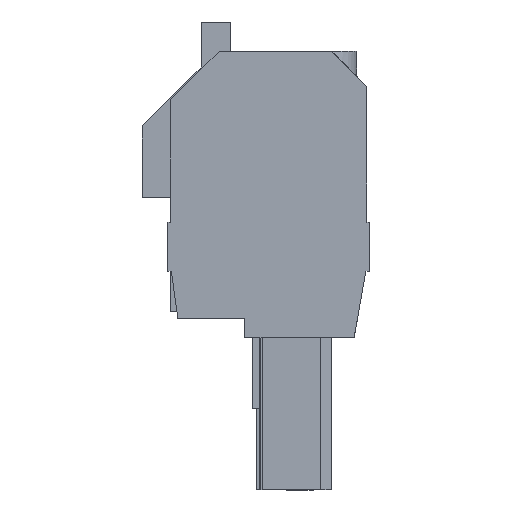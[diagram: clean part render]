
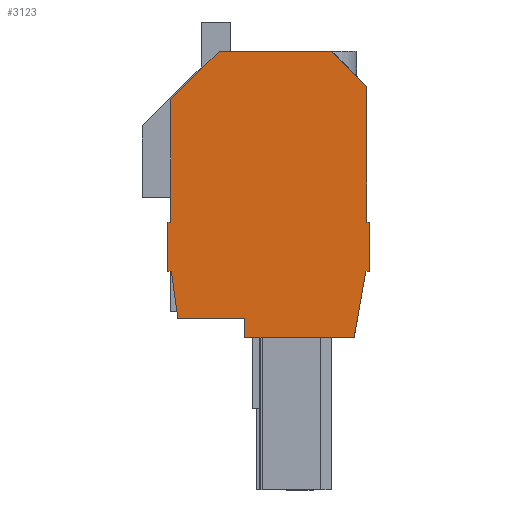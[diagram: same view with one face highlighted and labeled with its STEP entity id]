
A CAD part, left-side view. The second image highlights one B-rep face of the part: STEP entity #3123.
In plain terms, the highlighted planar face has unit normal (-1, 0, 0).
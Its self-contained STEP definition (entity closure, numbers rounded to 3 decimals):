
#3034=AXIS2_PLACEMENT_3D('Plane Axis2P3D',#3031,#3032,#3033) ;
#111=CARTESIAN_POINT('Vertex',(0.,20.3,27.3)) ;
#116=CARTESIAN_POINT('Line Origine',(0.,20.3,33.532)) ;
#120=CARTESIAN_POINT('Vertex',(0.,20.3,39.764)) ;
#279=CARTESIAN_POINT('Vertex',(0.,0.3,27.3)) ;
#554=CARTESIAN_POINT('Vertex',(0.,0.3,41.114)) ;
#557=CARTESIAN_POINT('Line Origine',(0.,0.3,34.207)) ;
#2371=CARTESIAN_POINT('Vertex',(0.,0.404,22.3)) ;
#2374=CARTESIAN_POINT('Line Origine',(0.,1.004,18.9)) ;
#2378=CARTESIAN_POINT('Vertex',(0.,1.603,15.5)) ;
#2429=CARTESIAN_POINT('Vertex',(0.,19.557,17.5)) ;
#2432=CARTESIAN_POINT('Line Origine',(0.,19.895,19.9)) ;
#2436=CARTESIAN_POINT('Vertex',(0.,20.232,22.3)) ;
#2896=CARTESIAN_POINT('Vertex',(0.,3.886,44.7)) ;
#2899=CARTESIAN_POINT('Line Origine',(0.,2.093,42.907)) ;
#3031=CARTESIAN_POINT('Axis2P3D Location',(0.,0.,0.)) ;
#3036=CARTESIAN_POINT('Line Origine',(0.,20.6,24.8)) ;
#3040=CARTESIAN_POINT('Vertex',(0.,20.6,27.3)) ;
#3042=CARTESIAN_POINT('Vertex',(0.,20.6,22.3)) ;
#3045=CARTESIAN_POINT('Line Origine',(0.,20.416,22.3)) ;
#3050=CARTESIAN_POINT('Line Origine',(0.,16.14,17.5)) ;
#3054=CARTESIAN_POINT('Vertex',(0.,12.723,17.5)) ;
#3057=CARTESIAN_POINT('Line Origine',(0.,12.723,16.5)) ;
#3061=CARTESIAN_POINT('Vertex',(0.,12.723,15.5)) ;
#3064=CARTESIAN_POINT('Line Origine',(0.,7.163,15.5)) ;
#3069=CARTESIAN_POINT('Line Origine',(0.,0.202,22.3)) ;
#3073=CARTESIAN_POINT('Vertex',(0.,0.,22.3)) ;
#3076=CARTESIAN_POINT('Line Origine',(0.,0.,24.8)) ;
#3080=CARTESIAN_POINT('Vertex',(0.,0.,27.3)) ;
#3083=CARTESIAN_POINT('Line Origine',(0.,0.15,27.3)) ;
#3088=CARTESIAN_POINT('Line Origine',(0.,9.625,44.7)) ;
#3092=CARTESIAN_POINT('Vertex',(0.,15.364,44.7)) ;
#3095=CARTESIAN_POINT('Line Origine',(0.,17.832,42.232)) ;
#3100=CARTESIAN_POINT('Line Origine',(0.,20.45,27.3)) ;
#117=DIRECTION('Vector Direction',(0.,0.,1.)) ;
#558=DIRECTION('Vector Direction',(0.,0.,-1.)) ;
#2375=DIRECTION('Vector Direction',(0.,0.174,-0.985)) ;
#2433=DIRECTION('Vector Direction',(0.,-0.139,-0.99)) ;
#2900=DIRECTION('Vector Direction',(0.,0.707,0.707)) ;
#3032=DIRECTION('Axis2P3D Direction',(-1.,0.,0.)) ;
#3033=DIRECTION('Axis2P3D XDirection',(0.,0.,1.)) ;
#3037=DIRECTION('Vector Direction',(0.,0.,-1.)) ;
#3046=DIRECTION('Vector Direction',(0.,-1.,0.)) ;
#3051=DIRECTION('Vector Direction',(0.,-1.,0.)) ;
#3058=DIRECTION('Vector Direction',(0.,0.,-1.)) ;
#3065=DIRECTION('Vector Direction',(0.,-1.,0.)) ;
#3070=DIRECTION('Vector Direction',(0.,-1.,0.)) ;
#3077=DIRECTION('Vector Direction',(0.,0.,1.)) ;
#3084=DIRECTION('Vector Direction',(0.,1.,0.)) ;
#3089=DIRECTION('Vector Direction',(0.,1.,0.)) ;
#3096=DIRECTION('Vector Direction',(0.,0.707,-0.707)) ;
#3101=DIRECTION('Vector Direction',(0.,1.,0.)) ;
#118=VECTOR('Line Direction',#117,1.) ;
#559=VECTOR('Line Direction',#558,1.) ;
#2376=VECTOR('Line Direction',#2375,1.) ;
#2434=VECTOR('Line Direction',#2433,1.) ;
#2901=VECTOR('Line Direction',#2900,1.) ;
#3038=VECTOR('Line Direction',#3037,1.) ;
#3047=VECTOR('Line Direction',#3046,1.) ;
#3052=VECTOR('Line Direction',#3051,1.) ;
#3059=VECTOR('Line Direction',#3058,1.) ;
#3066=VECTOR('Line Direction',#3065,1.) ;
#3071=VECTOR('Line Direction',#3070,1.) ;
#3078=VECTOR('Line Direction',#3077,1.) ;
#3085=VECTOR('Line Direction',#3084,1.) ;
#3090=VECTOR('Line Direction',#3089,1.) ;
#3097=VECTOR('Line Direction',#3096,1.) ;
#3102=VECTOR('Line Direction',#3101,1.) ;
#3106=ORIENTED_EDGE('',*,*,#3044,.T.) ;
#3107=ORIENTED_EDGE('',*,*,#3049,.T.) ;
#3108=ORIENTED_EDGE('',*,*,#2438,.T.) ;
#3109=ORIENTED_EDGE('',*,*,#3056,.T.) ;
#3110=ORIENTED_EDGE('',*,*,#3063,.T.) ;
#3111=ORIENTED_EDGE('',*,*,#3068,.T.) ;
#3112=ORIENTED_EDGE('',*,*,#2380,.T.) ;
#3113=ORIENTED_EDGE('',*,*,#3075,.T.) ;
#3114=ORIENTED_EDGE('',*,*,#3082,.T.) ;
#3115=ORIENTED_EDGE('',*,*,#3087,.T.) ;
#3116=ORIENTED_EDGE('',*,*,#561,.T.) ;
#3117=ORIENTED_EDGE('',*,*,#2903,.T.) ;
#3118=ORIENTED_EDGE('',*,*,#3094,.T.) ;
#3119=ORIENTED_EDGE('',*,*,#3099,.T.) ;
#3120=ORIENTED_EDGE('',*,*,#122,.T.) ;
#3121=ORIENTED_EDGE('',*,*,#3104,.T.) ;
#3123=ADVANCED_FACE('housing',(#3122),#3035,.T.) ;
#122=EDGE_CURVE('',#121,#112,#119,.F.) ;
#561=EDGE_CURVE('',#280,#555,#560,.F.) ;
#2380=EDGE_CURVE('',#2379,#2372,#2377,.F.) ;
#2438=EDGE_CURVE('',#2437,#2430,#2435,.T.) ;
#2903=EDGE_CURVE('',#555,#2897,#2902,.T.) ;
#3044=EDGE_CURVE('',#3041,#3043,#3039,.T.) ;
#3049=EDGE_CURVE('',#3043,#2437,#3048,.T.) ;
#3056=EDGE_CURVE('',#2430,#3055,#3053,.T.) ;
#3063=EDGE_CURVE('',#3055,#3062,#3060,.T.) ;
#3068=EDGE_CURVE('',#3062,#2379,#3067,.T.) ;
#3075=EDGE_CURVE('',#2372,#3074,#3072,.T.) ;
#3082=EDGE_CURVE('',#3074,#3081,#3079,.T.) ;
#3087=EDGE_CURVE('',#3081,#280,#3086,.T.) ;
#3094=EDGE_CURVE('',#2897,#3093,#3091,.T.) ;
#3099=EDGE_CURVE('',#3093,#121,#3098,.T.) ;
#3104=EDGE_CURVE('',#112,#3041,#3103,.T.) ;
#3105=EDGE_LOOP('',(#3106,#3107,#3108,#3109,#3110,#3111,#3112,#3113,#3114,#3115,#3116,#3117,#3118,#3119,#3120,#3121)) ;
#3122=FACE_OUTER_BOUND('',#3105,.T.) ;
#119=LINE('Line',#116,#118) ;
#560=LINE('Line',#557,#559) ;
#2377=LINE('Line',#2374,#2376) ;
#2435=LINE('Line',#2432,#2434) ;
#2902=LINE('Line',#2899,#2901) ;
#3039=LINE('Line',#3036,#3038) ;
#3048=LINE('Line',#3045,#3047) ;
#3053=LINE('Line',#3050,#3052) ;
#3060=LINE('Line',#3057,#3059) ;
#3067=LINE('Line',#3064,#3066) ;
#3072=LINE('Line',#3069,#3071) ;
#3079=LINE('Line',#3076,#3078) ;
#3086=LINE('Line',#3083,#3085) ;
#3091=LINE('Line',#3088,#3090) ;
#3098=LINE('Line',#3095,#3097) ;
#3103=LINE('Line',#3100,#3102) ;
#3035=PLANE('',#3034) ;
#112=VERTEX_POINT('',#111) ;
#121=VERTEX_POINT('',#120) ;
#280=VERTEX_POINT('',#279) ;
#555=VERTEX_POINT('',#554) ;
#2372=VERTEX_POINT('',#2371) ;
#2379=VERTEX_POINT('',#2378) ;
#2430=VERTEX_POINT('',#2429) ;
#2437=VERTEX_POINT('',#2436) ;
#2897=VERTEX_POINT('',#2896) ;
#3041=VERTEX_POINT('',#3040) ;
#3043=VERTEX_POINT('',#3042) ;
#3055=VERTEX_POINT('',#3054) ;
#3062=VERTEX_POINT('',#3061) ;
#3074=VERTEX_POINT('',#3073) ;
#3081=VERTEX_POINT('',#3080) ;
#3093=VERTEX_POINT('',#3092) ;
